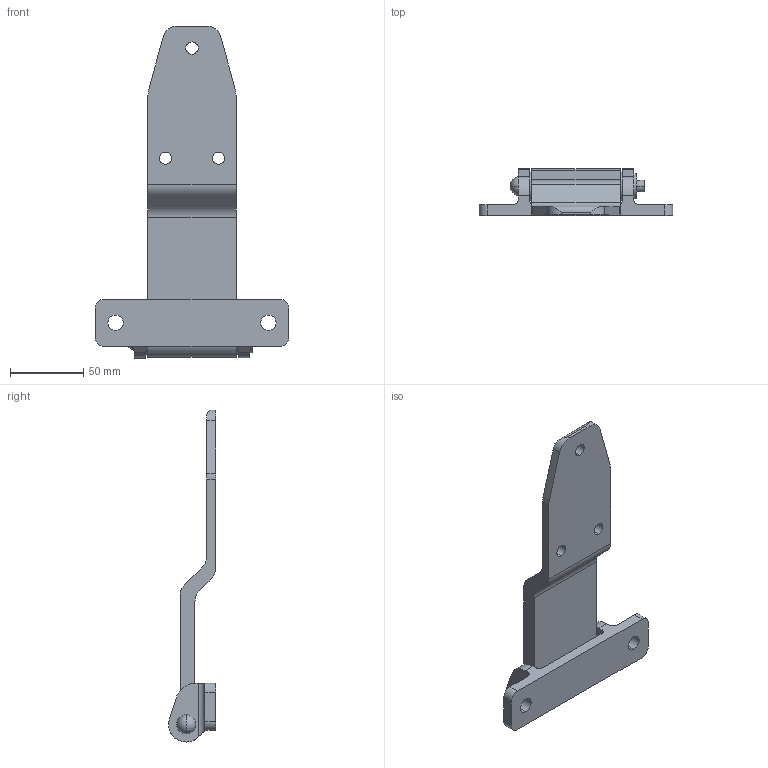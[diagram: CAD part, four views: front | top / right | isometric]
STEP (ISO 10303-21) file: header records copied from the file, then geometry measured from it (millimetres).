
FILE_DESCRIPTION (( 'STEP AP203' ), '1' );
FILE_NAME ('FB-820-2.STEP', '2013-09-06T02:37:15', ( '' ), ( '' ), 'SwSTEP 2.0', 'SolidWorks 2012', '' );
FILE_SCHEMA (( 'CONFIG_CONTROL_DESIGN' ));
Length unit declared in the file: millimetre
Products named in the file (6): FB-820カラー_; 暯儚僢僔儍乕M8傒偑偒娵_t=2.0; FB-820-2; FB-820-2受座_; FB-820ピン_; FB-820-2羽根_
Assembly tree (6 placements, depth 2):
  FB-820-2
    FB-820-2受座_
    FB-820-2羽根_
    FB-820ピン_
    暯儚僢僔儍乕M8傒偑偒娵_t=2.0
    FB-820カラー_  x2
Bounding box: 132 x 32 x 226 mm (x, y, z)
Volume: 165034.8 mm3; surface area: 55109.7 mm2
Topology: 6 solids, 6 shells, 101 faces, 255 edges, 169 vertices
Faces by surface type: cylinder 61, plane 38, sphere 2
Entity records: 3635 total; most frequent: CARTESIAN_POINT 609, DIRECTION 531, ORIENTED_EDGE 474, EDGE_CURVE 237, AXIS2_PLACEMENT_3D 205, VERTEX_POINT 157, VECTOR 121, LINE 121
